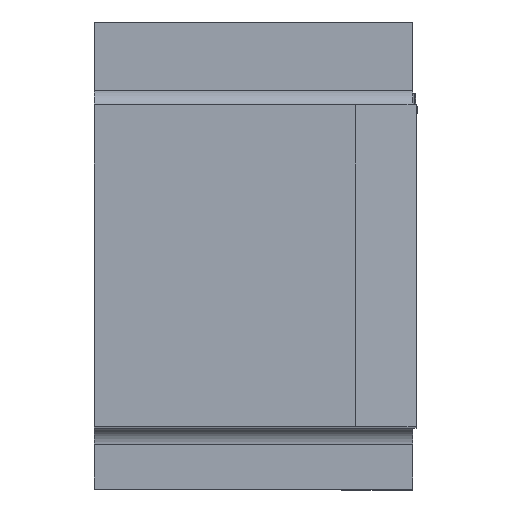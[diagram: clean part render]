
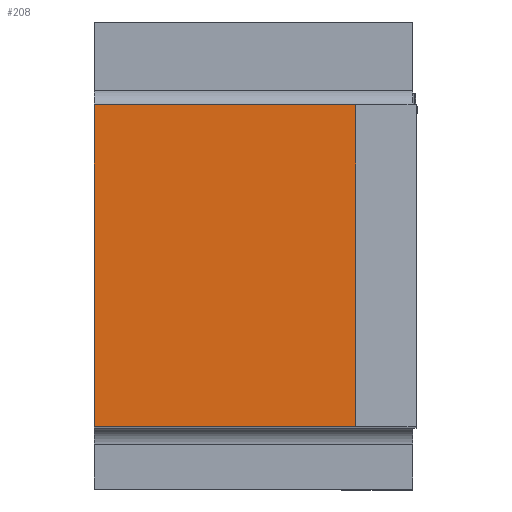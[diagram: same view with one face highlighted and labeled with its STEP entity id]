
A CAD part, top view. The second image highlights one B-rep face of the part: STEP entity #208.
In plain terms, the highlighted planar face has unit normal (0, 0, 1).
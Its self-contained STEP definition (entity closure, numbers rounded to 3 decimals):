
#208=ADVANCED_FACE('CU_BACK_SU1',(#337),#291,.F.);
#291=PLANE('',#1843);
#337=FACE_OUTER_BOUND('',#423,.T.);
#423=EDGE_LOOP('',(#897,#898,#899,#900));
#499=LINE('',#2457,#644);
#517=LINE('',#2549,#662);
#525=LINE('',#2568,#670);
#548=LINE('',#2646,#693);
#644=VECTOR('',#1980,1.);
#662=VECTOR('',#2024,1.);
#670=VECTOR('',#2038,1.);
#693=VECTOR('',#2095,1.);
#897=ORIENTED_EDGE('',*,*,#1469,.T.);
#898=ORIENTED_EDGE('',*,*,#1515,.T.);
#899=ORIENTED_EDGE('',*,*,#1479,.T.);
#900=ORIENTED_EDGE('',*,*,#1441,.F.);
#1282=VERTEX_POINT('',#2456);
#1283=VERTEX_POINT('',#2458);
#1302=VERTEX_POINT('',#2547);
#1308=VERTEX_POINT('',#2560);
#1441=EDGE_CURVE('',#1282,#1283,#499,.T.);
#1469=EDGE_CURVE('',#1282,#1302,#517,.T.);
#1479=EDGE_CURVE('',#1308,#1283,#525,.T.);
#1515=EDGE_CURVE('',#1302,#1308,#548,.T.);
#1843=AXIS2_PLACEMENT_3D('',#2647,#2096,#2097);
#1980=DIRECTION('',(0.,1.,0.));
#2024=DIRECTION('',(1.,0.,0.));
#2038=DIRECTION('',(-1.,0.,0.));
#2095=DIRECTION('',(0.,1.,0.));
#2096=DIRECTION('',(0.,0.,-1.));
#2097=DIRECTION('',(-1.,0.,0.));
#2456=CARTESIAN_POINT('',(0.,0.,0.));
#2457=CARTESIAN_POINT('',(0.,35.8,0.));
#2458=CARTESIAN_POINT('',(0.,15.8,0.));
#2547=CARTESIAN_POINT('',(12.826,0.,0.));
#2549=CARTESIAN_POINT('',(38.673,0.,0.));
#2560=CARTESIAN_POINT('',(12.826,15.8,0.));
#2568=CARTESIAN_POINT('',(38.673,15.8,0.));
#2646=CARTESIAN_POINT('',(12.826,0.,0.));
#2647=CARTESIAN_POINT('',(38.673,35.8,0.));
